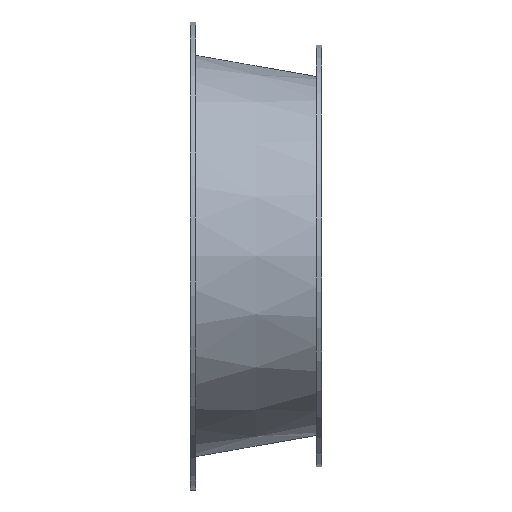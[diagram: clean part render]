
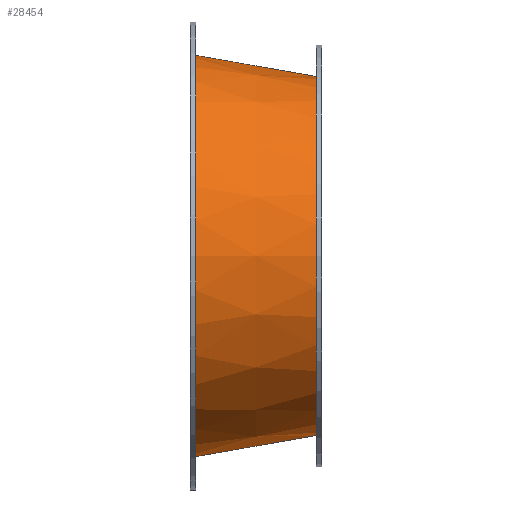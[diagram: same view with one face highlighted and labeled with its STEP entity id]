
A CAD part, top view. The second image highlights one B-rep face of the part: STEP entity #28454.
In plain terms, the highlighted conical face has half-angle 10 degrees and reference radius 4409.87 mm.
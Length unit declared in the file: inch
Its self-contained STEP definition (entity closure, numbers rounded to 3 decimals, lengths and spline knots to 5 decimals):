
#22725=DIRECTION('',(-0.985,0.174,0.));
#22726=VECTOR('',#22725,111.69693);
#22727=CARTESIAN_POINT('',(893.,163.91877,0.));
#22728=LINE('',#22727,#22726);
#22732=CARTESIAN_POINT('',(893.,0.,0.));
#22733=DIRECTION('',(1.,0.,0.));
#22734=DIRECTION('',(0.,1.,0.));
#22735=AXIS2_PLACEMENT_3D('',#22732,#22733,#22734);
#22740=DIRECTION('',(-0.985,-0.174,0.));
#22741=VECTOR('',#22740,111.69693);
#22742=CARTESIAN_POINT('',(893.,-163.91877,0.));
#22743=LINE('',#22742,#22741);
#22763=CARTESIAN_POINT('',(783.,0.,0.));
#22764=DIRECTION('',(1.,0.,0.));
#22765=DIRECTION('',(0.,1.,0.));
#22766=AXIS2_PLACEMENT_3D('',#22763,#22764,#22765);
#25901=CARTESIAN_POINT('',(893.,163.91877,0.));
#25902=CARTESIAN_POINT('',(783.,183.31474,0.));
#25903=VERTEX_POINT('',#25901);
#25904=VERTEX_POINT('',#25902);
#25925=CARTESIAN_POINT('',(893.,-163.91877,0.));
#25926=CARTESIAN_POINT('',(783.,-183.31474,0.));
#25927=VERTEX_POINT('',#25925);
#25928=VERTEX_POINT('',#25926);
#28440=CARTESIAN_POINT('',(838.,0.,0.));
#28441=DIRECTION('',(-1.,0.,0.));
#28442=DIRECTION('',(0.,1.,0.));
#28443=AXIS2_PLACEMENT_3D('',#28440,#28441,#28442);
#28444=CONICAL_SURFACE('',#28443,173.61675,10.);
#28446=ORIENTED_EDGE('',*,*,#28445,.F.);
#28447=ORIENTED_EDGE('',*,*,#28306,.T.);
#28449=ORIENTED_EDGE('',*,*,#28448,.T.);
#28451=ORIENTED_EDGE('',*,*,#28450,.F.);
#28452=EDGE_LOOP('',(#28446,#28447,#28449,#28451));
#28453=FACE_OUTER_BOUND('',#28452,.F.);
#22736=CIRCLE('',#22735,163.91877);
#22767=CIRCLE('',#22766,183.31474);
#28306=EDGE_CURVE('',#25903,#25927,#22736,.T.);
#28445=EDGE_CURVE('',#25903,#25904,#22728,.T.);
#28448=EDGE_CURVE('',#25927,#25928,#22743,.T.);
#28450=EDGE_CURVE('',#25904,#25928,#22767,.T.);
#28454=ADVANCED_FACE('',(#28453),#28444,.T.);
